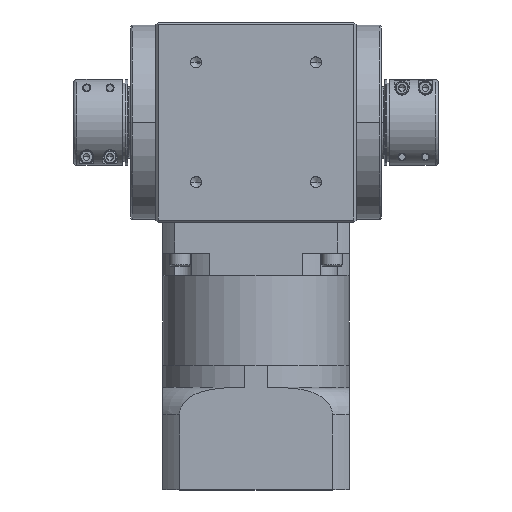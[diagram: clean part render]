
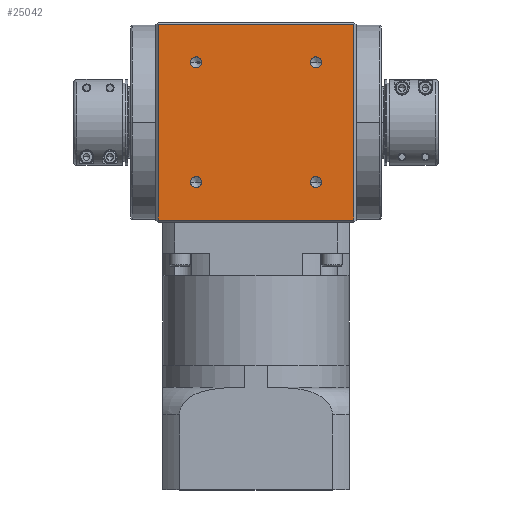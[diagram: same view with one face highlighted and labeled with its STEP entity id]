
A CAD part, top view. The second image highlights one B-rep face of the part: STEP entity #25042.
In plain terms, the highlighted planar face has unit normal (0, 0, 1).
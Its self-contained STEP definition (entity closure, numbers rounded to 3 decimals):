
#26 = AXIS2_PLACEMENT_3D ( 'NONE', #13051, #33718, #16027 ) ;
#550 = CARTESIAN_POINT ( 'NONE',  ( 74.872, 357., 77. ) ) ;
#575 = EDGE_CURVE ( 'NONE', #24616, #8806, #26707, .T. ) ;
#610 = DIRECTION ( 'NONE',  ( 0., -1., 0. ) ) ;
#711 = EDGE_CURVE ( 'NONE', #5963, #1601, #30828, .T. ) ;
#863 = FACE_BOUND ( 'NONE', #31789, .T. ) ;
#1601 = VERTEX_POINT ( 'NONE', #37100 ) ;
#1870 = ORIENTED_EDGE ( 'NONE', *, *, #37663, .F. ) ;
#2206 = CARTESIAN_POINT ( 'NONE',  ( 74.872, 0., 77. ) ) ;
#2796 = ORIENTED_EDGE ( 'NONE', *, *, #19647, .F. ) ;
#2827 = CARTESIAN_POINT ( 'NONE',  ( -45.962, 327.962, 77. ) ) ;
#2844 = AXIS2_PLACEMENT_3D ( 'NONE', #36034, #18301, #610 ) ;
#3088 = CARTESIAN_POINT ( 'NONE',  ( 45.962, 240.288, 77. ) ) ;
#4460 = CARTESIAN_POINT ( 'NONE',  ( 74.872, 207., 77. ) ) ;
#4819 = VERTEX_POINT ( 'NONE', #13854 ) ;
#4876 = CARTESIAN_POINT ( 'NONE',  ( -74.872, 0., 77. ) ) ;
#4997 = DIRECTION ( 'NONE',  ( 1., 0., 0. ) ) ;
#5660 = AXIS2_PLACEMENT_3D ( 'NONE', #24412, #6697, #27394 ) ;
#5794 = DIRECTION ( 'NONE',  ( 0., -1., 0. ) ) ;
#5963 = VERTEX_POINT ( 'NONE', #4460 ) ;
#6263 = CARTESIAN_POINT ( 'NONE',  ( -45.962, 240.288, 77. ) ) ;
#6350 = EDGE_LOOP ( 'NONE', ( #35449, #33437, #16705, #32130 ) ) ;
#6697 = DIRECTION ( 'NONE',  ( 0., 0., 1. ) ) ;
#6730 = VERTEX_POINT ( 'NONE', #20989 ) ;
#7055 = CARTESIAN_POINT ( 'NONE',  ( -95., 207., 77. ) ) ;
#7344 = CARTESIAN_POINT ( 'NONE',  ( 45.962, 231.788, 77. ) ) ;
#8387 = VERTEX_POINT ( 'NONE', #34679 ) ;
#8806 = VERTEX_POINT ( 'NONE', #7344 ) ;
#9116 = CARTESIAN_POINT ( 'NONE',  ( 45.962, 236.038, 77. ) ) ;
#9216 = VERTEX_POINT ( 'NONE', #6263 ) ;
#9240 = AXIS2_PLACEMENT_3D ( 'NONE', #34456, #16736, #37417 ) ;
#9666 = FACE_BOUND ( 'NONE', #37918, .T. ) ;
#10711 = CARTESIAN_POINT ( 'NONE',  ( 45.962, 327.962, 77. ) ) ;
#10758 = EDGE_CURVE ( 'NONE', #15364, #8387, #37620, .T. ) ;
#10921 = DIRECTION ( 'NONE',  ( -1., 0., 0. ) ) ;
#11132 = VECTOR ( 'NONE', #4997, 1000. ) ;
#12091 = DIRECTION ( 'NONE',  ( 0., -1., 0. ) ) ;
#12240 = CARTESIAN_POINT ( 'NONE',  ( -45.962, 327.962, 77. ) ) ;
#12449 = LINE ( 'NONE', #2206, #26318 ) ;
#12896 = ORIENTED_EDGE ( 'NONE', *, *, #30817, .F. ) ;
#13051 = CARTESIAN_POINT ( 'NONE',  ( -45.962, 236.038, 77. ) ) ;
#13087 = VERTEX_POINT ( 'NONE', #550 ) ;
#13519 = AXIS2_PLACEMENT_3D ( 'NONE', #33397, #33384, #33359 ) ;
#13707 = DIRECTION ( 'NONE',  ( 0., -1., 0. ) ) ;
#13854 = CARTESIAN_POINT ( 'NONE',  ( -45.962, 323.712, 77. ) ) ;
#14558 = ORIENTED_EDGE ( 'NONE', *, *, #10758, .F. ) ;
#15105 = AXIS2_PLACEMENT_3D ( 'NONE', #12240, #32885, #15232 ) ;
#15132 = EDGE_LOOP ( 'NONE', ( #2796, #28501 ) ) ;
#15232 = DIRECTION ( 'NONE',  ( 0., -1., 0. ) ) ;
#15364 = VERTEX_POINT ( 'NONE', #38158 ) ;
#15892 = CARTESIAN_POINT ( 'NONE',  ( -45.962, 231.788, 77. ) ) ;
#16027 = DIRECTION ( 'NONE',  ( 0., -1., 0. ) ) ;
#16567 = FACE_OUTER_BOUND ( 'NONE', #6350, .T. ) ;
#16705 = ORIENTED_EDGE ( 'NONE', *, *, #33922, .F. ) ;
#16736 = DIRECTION ( 'NONE',  ( 0., 0., -1. ) ) ;
#16827 = CIRCLE ( 'NONE', #26, 4.25 ) ;
#17509 = FACE_BOUND ( 'NONE', #15132, .T. ) ;
#18301 = DIRECTION ( 'NONE',  ( 0., 0., 1. ) ) ;
#19075 = EDGE_CURVE ( 'NONE', #13087, #5963, #12449, .T. ) ;
#19142 = ORIENTED_EDGE ( 'NONE', *, *, #575, .F. ) ;
#19199 = AXIS2_PLACEMENT_3D ( 'NONE', #10711, #31377, #13707 ) ;
#19586 = PLANE ( 'NONE',  #9240 ) ;
#19647 = EDGE_CURVE ( 'NONE', #4819, #25028, #24859, .T. ) ;
#19739 = DIRECTION ( 'NONE',  ( 0., 1., 0. ) ) ;
#20496 = CIRCLE ( 'NONE', #2844, 4.25 ) ;
#20989 = CARTESIAN_POINT ( 'NONE',  ( -74.872, 357., 77. ) ) ;
#21094 = EDGE_CURVE ( 'NONE', #32820, #9216, #16827, .T. ) ;
#23503 = DIRECTION ( 'NONE',  ( 0., 0., 1. ) ) ;
#24412 = CARTESIAN_POINT ( 'NONE',  ( 45.962, 327.962, 77. ) ) ;
#24449 = FACE_BOUND ( 'NONE', #28094, .T. ) ;
#24616 = VERTEX_POINT ( 'NONE', #3088 ) ;
#24842 = VECTOR ( 'NONE', #19739, 1000. ) ;
#24859 = CIRCLE ( 'NONE', #29714, 4.25 ) ;
#25028 = VERTEX_POINT ( 'NONE', #34327 ) ;
#25042 = ADVANCED_FACE ( 'NONE', ( #17509, #863, #24449, #9666, #16567 ), #19586, .F. ) ;
#25767 = LINE ( 'NONE', #4876, #24842 ) ;
#26318 = VECTOR ( 'NONE', #31802, 1000. ) ;
#26707 = CIRCLE ( 'NONE', #13519, 4.25 ) ;
#27394 = DIRECTION ( 'NONE',  ( 0., -1., 0. ) ) ;
#28094 = EDGE_LOOP ( 'NONE', ( #35474, #19142 ) ) ;
#28122 = EDGE_CURVE ( 'NONE', #8806, #24616, #31544, .T. ) ;
#28501 = ORIENTED_EDGE ( 'NONE', *, *, #33246, .F. ) ;
#28679 = CARTESIAN_POINT ( 'NONE',  ( -95., 357., 77. ) ) ;
#28720 = LINE ( 'NONE', #28679, #11132 ) ;
#29244 = EDGE_CURVE ( 'NONE', #6730, #13087, #28720, .T. ) ;
#29714 = AXIS2_PLACEMENT_3D ( 'NONE', #2827, #23503, #5794 ) ;
#29788 = DIRECTION ( 'NONE',  ( 0., 0., 1. ) ) ;
#30817 = EDGE_CURVE ( 'NONE', #8387, #15364, #37124, .T. ) ;
#30828 = LINE ( 'NONE', #7055, #36829 ) ;
#31377 = DIRECTION ( 'NONE',  ( 0., 0., 1. ) ) ;
#31544 = CIRCLE ( 'NONE', #34203, 4.25 ) ;
#31789 = EDGE_LOOP ( 'NONE', ( #12896, #14558 ) ) ;
#31802 = DIRECTION ( 'NONE',  ( 0., -1., 0. ) ) ;
#32130 = ORIENTED_EDGE ( 'NONE', *, *, #711, .F. ) ;
#32505 = ORIENTED_EDGE ( 'NONE', *, *, #21094, .F. ) ;
#32756 = CIRCLE ( 'NONE', #15105, 4.25 ) ;
#32820 = VERTEX_POINT ( 'NONE', #15892 ) ;
#32885 = DIRECTION ( 'NONE',  ( 0., 0., 1. ) ) ;
#33246 = EDGE_CURVE ( 'NONE', #25028, #4819, #32756, .T. ) ;
#33359 = DIRECTION ( 'NONE',  ( 0., -1., 0. ) ) ;
#33384 = DIRECTION ( 'NONE',  ( 0., 0., 1. ) ) ;
#33397 = CARTESIAN_POINT ( 'NONE',  ( 45.962, 236.038, 77. ) ) ;
#33437 = ORIENTED_EDGE ( 'NONE', *, *, #29244, .F. ) ;
#33718 = DIRECTION ( 'NONE',  ( 0., 0., 1. ) ) ;
#33922 = EDGE_CURVE ( 'NONE', #1601, #6730, #25767, .T. ) ;
#34203 = AXIS2_PLACEMENT_3D ( 'NONE', #9116, #29788, #12091 ) ;
#34327 = CARTESIAN_POINT ( 'NONE',  ( -45.962, 332.212, 77. ) ) ;
#34456 = CARTESIAN_POINT ( 'NONE',  ( -95., 359., 77. ) ) ;
#34679 = CARTESIAN_POINT ( 'NONE',  ( 45.962, 323.712, 77. ) ) ;
#35449 = ORIENTED_EDGE ( 'NONE', *, *, #19075, .F. ) ;
#35474 = ORIENTED_EDGE ( 'NONE', *, *, #28122, .F. ) ;
#36034 = CARTESIAN_POINT ( 'NONE',  ( -45.962, 236.038, 77. ) ) ;
#36829 = VECTOR ( 'NONE', #10921, 1000. ) ;
#37100 = CARTESIAN_POINT ( 'NONE',  ( -74.872, 207., 77. ) ) ;
#37124 = CIRCLE ( 'NONE', #19199, 4.25 ) ;
#37417 = DIRECTION ( 'NONE',  ( 0., 1., 0. ) ) ;
#37620 = CIRCLE ( 'NONE', #5660, 4.25 ) ;
#37663 = EDGE_CURVE ( 'NONE', #9216, #32820, #20496, .T. ) ;
#37918 = EDGE_LOOP ( 'NONE', ( #32505, #1870 ) ) ;
#38158 = CARTESIAN_POINT ( 'NONE',  ( 45.962, 332.212, 77. ) ) ;
